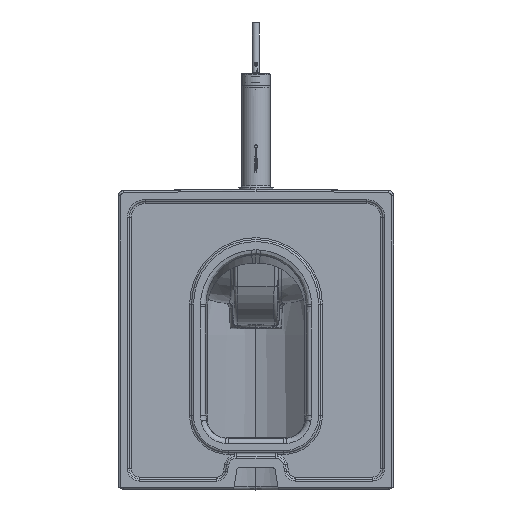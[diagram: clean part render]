
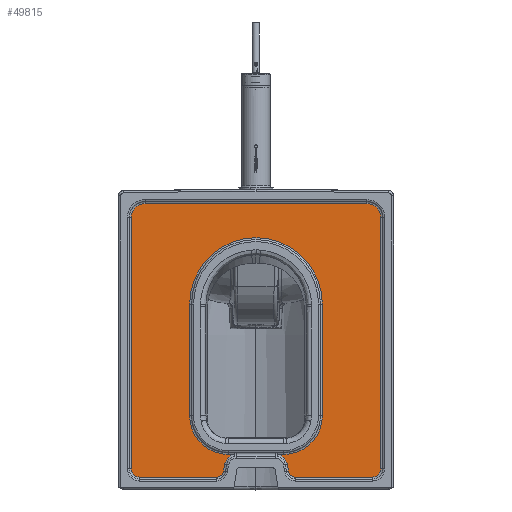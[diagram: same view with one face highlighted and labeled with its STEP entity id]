
A CAD part, left-side view. The second image highlights one B-rep face of the part: STEP entity #49815.
In plain terms, the highlighted face is planar.
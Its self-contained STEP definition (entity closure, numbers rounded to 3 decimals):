
#25109=CARTESIAN_POINT('',(-3.249,-166.804,-35.663));
#25110=VERTEX_POINT('',#25109);
#25128=CARTESIAN_POINT('',(-5.595,-166.804,-371.734));
#25129=VERTEX_POINT('',#25128);
#25137=CARTESIAN_POINT('',(-3.249,-166.804,-35.663));
#25138=DIRECTION('',(-0.007,0.0,-1.));
#25139=VECTOR('',#25138,336.08);
#25140=LINE('',#25137,#25139);
#25141=EDGE_CURVE('',#25110,#25129,#25140,.T.);
#25161=CARTESIAN_POINT('',(-5.672,-155.755,-382.783));
#25162=VERTEX_POINT('',#25161);
#25170=CARTESIAN_POINT('',(-5.595,-155.755,-371.734));
#25171=DIRECTION('',(-1.,0.,0.007));
#25172=DIRECTION('',(0.007,0.,1.));
#25173=AXIS2_PLACEMENT_3D('',#25170,#25171,#25172);
#25174=CIRCLE('',#25173,11.049);
#25175=EDGE_CURVE('',#25129,#25162,#25174,.F.);
#25194=CARTESIAN_POINT('',(-5.672,-52.804,-382.783));
#25195=VERTEX_POINT('',#25194);
#25203=CARTESIAN_POINT('',(-5.672,-155.755,-382.783));
#25204=DIRECTION('',(0.0,1.0,0.0));
#25205=VECTOR('',#25204,102.951);
#25206=LINE('',#25203,#25205);
#25207=EDGE_CURVE('',#25162,#25195,#25206,.T.);
#25227=CARTESIAN_POINT('',(-5.616,-43.339,-374.766));
#25228=VERTEX_POINT('',#25227);
#25236=CARTESIAN_POINT('',(-5.605,-52.804,-373.188));
#25237=DIRECTION('',(-1.,0.,0.007));
#25238=DIRECTION('',(0.007,0.,1.));
#25239=AXIS2_PLACEMENT_3D('',#25236,#25237,#25238);
#25240=CIRCLE('',#25239,9.595);
#25241=EDGE_CURVE('',#25195,#25228,#25240,.F.);
#25260=CARTESIAN_POINT('',(-5.553,-41.823,-365.67));
#25261=VERTEX_POINT('',#25260);
#25269=CARTESIAN_POINT('',(-5.616,-43.339,-374.766));
#25270=DIRECTION('',(0.007,0.164,0.986));
#25271=VECTOR('',#25270,9.221);
#25272=LINE('',#25269,#25271);
#25273=EDGE_CURVE('',#25228,#25261,#25272,.T.);
#25293=CARTESIAN_POINT('',(-5.461,-28.946,-352.434));
#25294=VERTEX_POINT('',#25293);
#25302=CARTESIAN_POINT('',(-5.572,-25.845,-368.333));
#25303=DIRECTION('',(-1.,0.,0.007));
#25304=DIRECTION('',(0.007,0.,1.));
#25305=AXIS2_PLACEMENT_3D('',#25302,#25303,#25304);
#25306=CIRCLE('',#25305,16.199);
#25307=EDGE_CURVE('',#25261,#25294,#25306,.T.);
#25379=CARTESIAN_POINT('',(-3.438,0.,-62.781));
#25380=VERTEX_POINT('',#25379);
#25381=CARTESIAN_POINT('',(-4.058,-88.696,-151.475));
#25382=VERTEX_POINT('',#25381);
#25383=CARTESIAN_POINT('',(-4.058,0.,-151.475));
#25384=DIRECTION('',(1.,0.0,-0.007));
#25385=DIRECTION('',(0.007,0.0,1.));
#25386=AXIS2_PLACEMENT_3D('',#25383,#25384,#25385);
#25387=CIRCLE('',#25386,88.696);
#25388=EDGE_CURVE('',#25380,#25382,#25387,.T.);
#25408=CARTESIAN_POINT('',(-4.058,88.696,-151.475));
#25409=VERTEX_POINT('',#25408);
#25417=CARTESIAN_POINT('',(-4.058,0.,-151.475));
#25418=DIRECTION('',(1.,0.0,-0.007));
#25419=DIRECTION('',(0.007,0.0,1.));
#25420=AXIS2_PLACEMENT_3D('',#25417,#25418,#25419);
#25421=CIRCLE('',#25420,88.696);
#25422=EDGE_CURVE('',#25380,#25409,#25421,.F.);
#25440=CARTESIAN_POINT('',(-5.1,88.696,-300.764));
#25441=VERTEX_POINT('',#25440);
#25449=CARTESIAN_POINT('',(-5.1,88.696,-300.764));
#25450=DIRECTION('',(0.007,0.0,1.));
#25451=VECTOR('',#25450,149.292);
#25452=LINE('',#25449,#25451);
#25453=EDGE_CURVE('',#25409,#25441,#25452,.F.);
#25473=CARTESIAN_POINT('',(-5.461,37.025,-352.434));
#25474=VERTEX_POINT('',#25473);
#25482=CARTESIAN_POINT('',(-5.1,37.025,-300.764));
#25483=DIRECTION('',(1.,0.,-0.007));
#25484=DIRECTION('',(0.007,0.,1.));
#25485=AXIS2_PLACEMENT_3D('',#25482,#25483,#25484);
#25486=CIRCLE('',#25485,51.671);
#25487=EDGE_CURVE('',#25441,#25474,#25486,.F.);
#25643=CARTESIAN_POINT('',(-5.461,28.946,-352.434));
#25644=VERTEX_POINT('',#25643);
#25652=CARTESIAN_POINT('',(-5.461,28.946,-352.434));
#25653=DIRECTION('',(0.0,1.0,0.0));
#25654=VECTOR('',#25653,8.079);
#25655=LINE('',#25652,#25654);
#25656=EDGE_CURVE('',#25474,#25644,#25655,.F.);
#25683=CARTESIAN_POINT('',(-5.461,-37.025,-352.434));
#25684=VERTEX_POINT('',#25683);
#25692=CARTESIAN_POINT('',(-5.461,-37.025,-352.434));
#25693=DIRECTION('',(0.0,1.0,0.0));
#25694=VECTOR('',#25693,8.079);
#25695=LINE('',#25692,#25694);
#25696=EDGE_CURVE('',#25684,#25294,#25695,.T.);
#25814=CARTESIAN_POINT('',(-5.1,-88.696,-300.764));
#25815=VERTEX_POINT('',#25814);
#25823=CARTESIAN_POINT('',(-5.1,-37.025,-300.764));
#25824=DIRECTION('',(-1.,0.,0.007));
#25825=DIRECTION('',(0.007,0.,1.));
#25826=AXIS2_PLACEMENT_3D('',#25823,#25824,#25825);
#25827=CIRCLE('',#25826,51.671);
#25828=EDGE_CURVE('',#25815,#25684,#25827,.F.);
#25847=CARTESIAN_POINT('',(-4.058,-88.696,-151.475));
#25848=DIRECTION('',(-0.007,0.0,-1.));
#25849=VECTOR('',#25848,149.292);
#25850=LINE('',#25847,#25849);
#25851=EDGE_CURVE('',#25382,#25815,#25850,.T.);
#29243=CARTESIAN_POINT('',(-3.12,-148.315,-17.175));
#29244=VERTEX_POINT('',#29243);
#29262=CARTESIAN_POINT('',(-3.249,-148.315,-35.663));
#29263=DIRECTION('',(-1.,0.,0.007));
#29264=DIRECTION('',(0.007,0.,1.));
#29265=AXIS2_PLACEMENT_3D('',#29262,#29263,#29264);
#29266=CIRCLE('',#29265,18.489);
#29267=EDGE_CURVE('',#29244,#25110,#29266,.F.);
#29577=CARTESIAN_POINT('',(-5.616,43.339,-374.766));
#29578=VERTEX_POINT('',#29577);
#29579=CARTESIAN_POINT('',(-5.553,41.823,-365.67));
#29580=VERTEX_POINT('',#29579);
#29581=CARTESIAN_POINT('',(-5.553,41.823,-365.67));
#29582=DIRECTION('',(-0.007,0.164,-0.986));
#29583=VECTOR('',#29582,9.221);
#29584=LINE('',#29581,#29583);
#29585=EDGE_CURVE('',#29578,#29580,#29584,.F.);
#29619=CARTESIAN_POINT('',(-5.572,25.845,-368.333));
#29620=DIRECTION('',(1.,0.,-0.007));
#29621=DIRECTION('',(0.007,0.,1.));
#29622=AXIS2_PLACEMENT_3D('',#29619,#29620,#29621);
#29623=CIRCLE('',#29622,16.199);
#29624=EDGE_CURVE('',#29580,#25644,#29623,.T.);
#42232=CARTESIAN_POINT('',(-3.12,148.315,-17.175));
#42233=VERTEX_POINT('',#42232);
#42234=CARTESIAN_POINT('',(-3.12,148.315,-17.175));
#42235=DIRECTION('',(0.0,-1.0,0.0));
#42236=VECTOR('',#42235,296.63);
#42237=LINE('',#42234,#42236);
#42238=EDGE_CURVE('',#42233,#29244,#42237,.T.);
#42256=CARTESIAN_POINT('',(-3.249,166.804,-35.663));
#42257=VERTEX_POINT('',#42256);
#42258=CARTESIAN_POINT('',(-3.249,148.315,-35.663));
#42259=DIRECTION('',(1.,0.,-0.007));
#42260=DIRECTION('',(0.007,0.,1.));
#42261=AXIS2_PLACEMENT_3D('',#42258,#42259,#42260);
#42262=CIRCLE('',#42261,18.489);
#42263=EDGE_CURVE('',#42233,#42257,#42262,.F.);
#42282=CARTESIAN_POINT('',(-5.595,166.804,-371.734));
#42283=VERTEX_POINT('',#42282);
#42284=CARTESIAN_POINT('',(-5.595,166.804,-371.734));
#42285=DIRECTION('',(0.007,0.0,1.));
#42286=VECTOR('',#42285,336.08);
#42287=LINE('',#42284,#42286);
#42288=EDGE_CURVE('',#42257,#42283,#42287,.F.);
#42307=CARTESIAN_POINT('',(-5.672,155.755,-382.783));
#42308=VERTEX_POINT('',#42307);
#42309=CARTESIAN_POINT('',(-5.595,155.755,-371.734));
#42310=DIRECTION('',(1.,0.,-0.007));
#42311=DIRECTION('',(0.007,0.,1.));
#42312=AXIS2_PLACEMENT_3D('',#42309,#42310,#42311);
#42313=CIRCLE('',#42312,11.049);
#42314=EDGE_CURVE('',#42283,#42308,#42313,.F.);
#42333=CARTESIAN_POINT('',(-5.672,52.804,-382.783));
#42334=VERTEX_POINT('',#42333);
#42335=CARTESIAN_POINT('',(-5.672,52.804,-382.783));
#42336=DIRECTION('',(0.0,1.0,0.0));
#42337=VECTOR('',#42336,102.951);
#42338=LINE('',#42335,#42337);
#42339=EDGE_CURVE('',#42308,#42334,#42338,.F.);
#42358=CARTESIAN_POINT('',(-5.605,52.804,-373.188));
#42359=DIRECTION('',(1.,0.,-0.007));
#42360=DIRECTION('',(0.007,0.,1.));
#42361=AXIS2_PLACEMENT_3D('',#42358,#42359,#42360);
#42362=CIRCLE('',#42361,9.595);
#42363=EDGE_CURVE('',#42334,#29578,#42362,.F.);
#49785=CARTESIAN_POINT('',(-3.,0.0,0.021));
#49786=DIRECTION('',(1.,0.0,-0.007));
#49787=DIRECTION('',(-0.007,0.0,-1.));
#49788=AXIS2_PLACEMENT_3D('',#49785,#49786,#49787);
#49789=PLANE('',#49788);
#49790=ORIENTED_EDGE('',*,*,#25422,.T.);
#49791=ORIENTED_EDGE('',*,*,#25453,.T.);
#49792=ORIENTED_EDGE('',*,*,#25487,.T.);
#49793=ORIENTED_EDGE('',*,*,#25656,.T.);
#49794=ORIENTED_EDGE('',*,*,#29624,.F.);
#49795=ORIENTED_EDGE('',*,*,#29585,.F.);
#49796=ORIENTED_EDGE('',*,*,#42363,.F.);
#49797=ORIENTED_EDGE('',*,*,#42339,.F.);
#49798=ORIENTED_EDGE('',*,*,#42314,.F.);
#49799=ORIENTED_EDGE('',*,*,#42288,.F.);
#49800=ORIENTED_EDGE('',*,*,#42263,.F.);
#49801=ORIENTED_EDGE('',*,*,#42238,.T.);
#49802=ORIENTED_EDGE('',*,*,#29267,.T.);
#49803=ORIENTED_EDGE('',*,*,#25141,.T.);
#49804=ORIENTED_EDGE('',*,*,#25175,.T.);
#49805=ORIENTED_EDGE('',*,*,#25207,.T.);
#49806=ORIENTED_EDGE('',*,*,#25241,.T.);
#49807=ORIENTED_EDGE('',*,*,#25273,.T.);
#49808=ORIENTED_EDGE('',*,*,#25307,.T.);
#49809=ORIENTED_EDGE('',*,*,#25696,.F.);
#49810=ORIENTED_EDGE('',*,*,#25828,.F.);
#49811=ORIENTED_EDGE('',*,*,#25851,.F.);
#49812=ORIENTED_EDGE('',*,*,#25388,.F.);
#49813=EDGE_LOOP('',(#49790,#49791,#49792,#49793,#49794,#49795,#49796,#49797,#49798,#49799,#49800,#49801,#49802,#49803,#49804,#49805,#49806,#49807,#49808,#49809,#49810,#49811,#49812));
#49814=FACE_OUTER_BOUND('',#49813,.T.);
#49815=ADVANCED_FACE('',(#49814),#49789,.T.);
